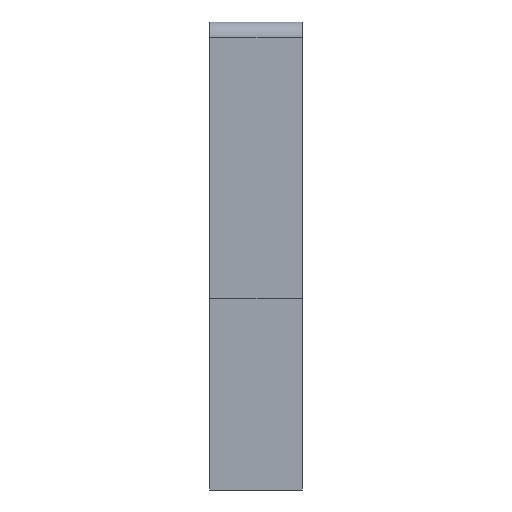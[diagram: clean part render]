
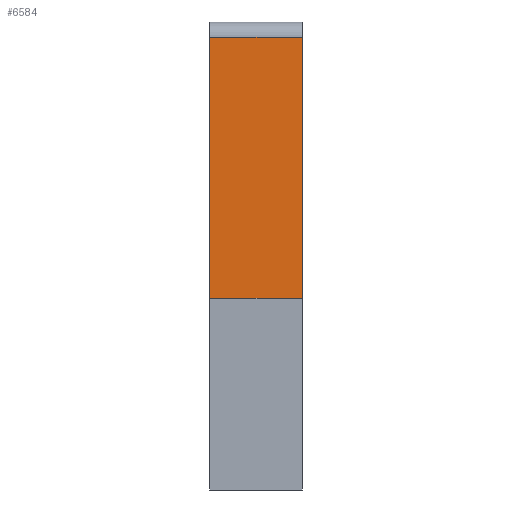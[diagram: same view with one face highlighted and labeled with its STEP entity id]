
A CAD part, left-side view. The second image highlights one B-rep face of the part: STEP entity #6584.
In plain terms, the highlighted planar face has unit normal (-1, 0, 0).
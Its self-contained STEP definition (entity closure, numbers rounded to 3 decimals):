
#122=PLANE('',#6978);
#463=FACE_OUTER_BOUND('',#820,.T.);
#820=EDGE_LOOP('',(#4974,#4975,#4976,#4977));
#1290=LINE('',#9384,#2211);
#1291=LINE('',#9387,#2212);
#1297=LINE('',#9399,#2218);
#1298=LINE('',#9400,#2219);
#2211=VECTOR('',#7640,10.);
#2212=VECTOR('',#7643,10.);
#2218=VECTOR('',#7651,10.);
#2219=VECTOR('',#7652,10.);
#3108=VERTEX_POINT('',#9377);
#3111=VERTEX_POINT('',#9382);
#3112=VERTEX_POINT('',#9386);
#3117=VERTEX_POINT('',#9398);
#3814=EDGE_CURVE('',#3111,#3108,#1290,.T.);
#3815=EDGE_CURVE('',#3112,#3108,#1291,.T.);
#3821=EDGE_CURVE('',#3117,#3111,#1297,.T.);
#3822=EDGE_CURVE('',#3112,#3117,#1298,.T.);
#4974=ORIENTED_EDGE('',*,*,#3814,.F.);
#4975=ORIENTED_EDGE('',*,*,#3821,.F.);
#4976=ORIENTED_EDGE('',*,*,#3822,.F.);
#4977=ORIENTED_EDGE('',*,*,#3815,.T.);
#6584=ADVANCED_FACE('',(#463),#122,.T.);
#6978=AXIS2_PLACEMENT_3D('',#9397,#7649,#7650);
#7640=DIRECTION('',(0.,-1.,0.));
#7643=DIRECTION('',(0.,0.,1.));
#7649=DIRECTION('center_axis',(-1.,0.,0.));
#7650=DIRECTION('ref_axis',(0.,-1.,0.));
#7651=DIRECTION('',(0.,0.,1.));
#7652=DIRECTION('',(0.,1.,0.));
#9377=CARTESIAN_POINT('',(-350.,-30.,295.));
#9382=CARTESIAN_POINT('',(-350.,30.,295.));
#9384=CARTESIAN_POINT('',(-350.,15.,295.));
#9386=CARTESIAN_POINT('',(-350.,-30.,125.));
#9387=CARTESIAN_POINT('',(-350.,-30.,0.));
#9397=CARTESIAN_POINT('Origin',(-350.,30.,0.));
#9398=CARTESIAN_POINT('',(-350.,30.,125.));
#9399=CARTESIAN_POINT('',(-350.,30.,0.));
#9400=CARTESIAN_POINT('',(-350.,15.,125.));
